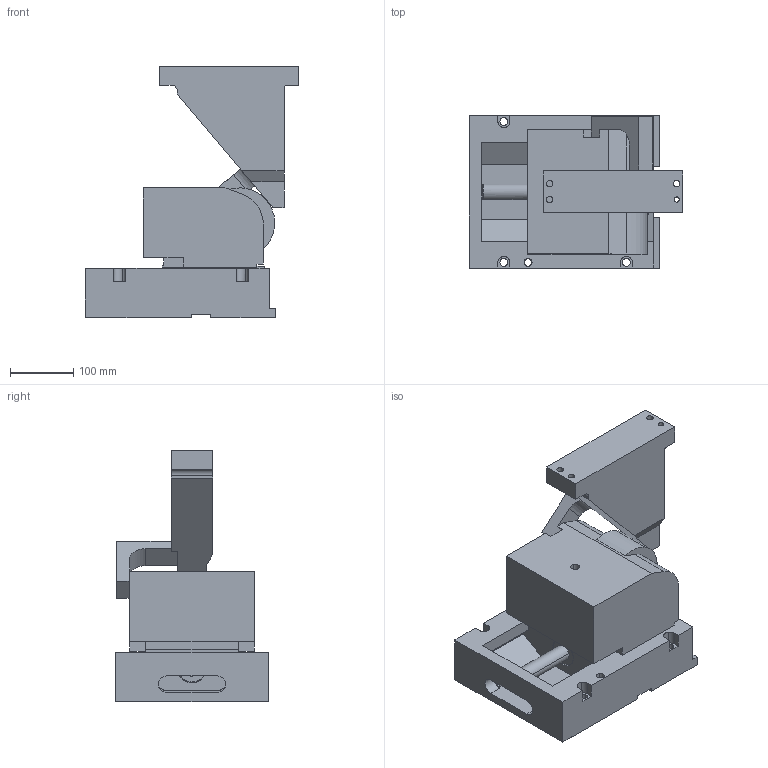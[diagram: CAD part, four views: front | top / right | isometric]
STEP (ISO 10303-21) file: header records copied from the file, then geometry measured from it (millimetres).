
FILE_DESCRIPTION(('CATIA V5 STEP Exchange'),'2;1');
FILE_NAME('CRCS_20000_100_1_ACCESSORIES.stp','2015-05-05T08:56:20+00:00',('none'),('none'),'CATIA Version 5 Release 20 GA (IN-10)','CATIA V5 STEP AP203','none');
FILE_SCHEMA(('CONFIG_CONTROL_DESIGN'));
Length unit declared in the file: millimetre
Products named in the file (1): CRCS_20000_100_1_ACCESSORIES
Assembly tree (3 placements, depth 2):
  CRCS_20000_100_1_ACCESSORIES
    #58
    #7247
    #8207
Bounding box: 337.16 x 240 x 397 mm (x, y, z)
Volume: 10362733.9 mm3; surface area: 684259.2 mm2
Topology: 5 solids, 8 shells, 260 faces, 707 edges, 466 vertices
Faces by surface type: plane 155, cylinder 84, cone 14, torus 7
Entity records: 8666 total; most frequent: CARTESIAN_POINT 2280, ORIENTED_EDGE 1398, DIRECTION 1084, EDGE_CURVE 699, VECTOR 487, LINE 487, VERTEX_POINT 466, AXIS2_PLACEMENT_3D 373
